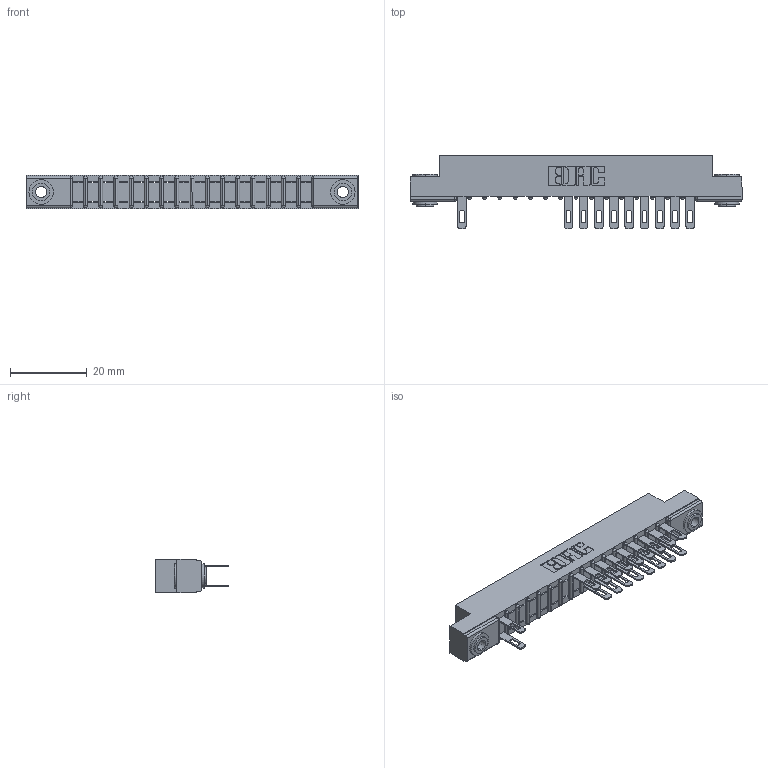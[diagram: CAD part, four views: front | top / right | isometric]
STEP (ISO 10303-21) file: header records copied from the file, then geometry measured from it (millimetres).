
FILE_DESCRIPTION (( 'STEP AP203' ), '1' );
FILE_NAME ('307-032-500-203.STEP', '2018-08-04T22:16:21', ( '' ), ( '' ), 'SwSTEP 2.0', 'SolidWorks 2016', '' );
FILE_SCHEMA (( 'CONFIG_CONTROL_DESIGN' ));
Length unit declared in the file: inch
Products named in the file (4): 345-250-002_345-250-002-102; 307-032-500-203; 307 Part_.156 Dia Mounting Holes; 307-290-001_500
Assembly tree (22 placements, depth 2):
  307-032-500-203
    307 Part_.156 Dia Mounting Holes
    307-290-001_500  x19
    345-250-002_345-250-002-102  x2
Bounding box: 86.41 x 19.18 x 8.71 mm (x, y, z)
Volume: 5540.3 mm3; surface area: 9027.9 mm2
Topology: 22 solids, 22 shells, 1191 faces, 3321 edges, 2138 vertices
Faces by surface type: plane 742, cylinder 407, sphere 34, cone 8
Entity records: 18057 total; most frequent: CARTESIAN_POINT 2996, ORIENTED_EDGE 2970, DIRECTION 2949, EDGE_CURVE 1485, VECTOR 1119, LINE 1119, VERTEX_POINT 962, AXIS2_PLACEMENT_3D 915
